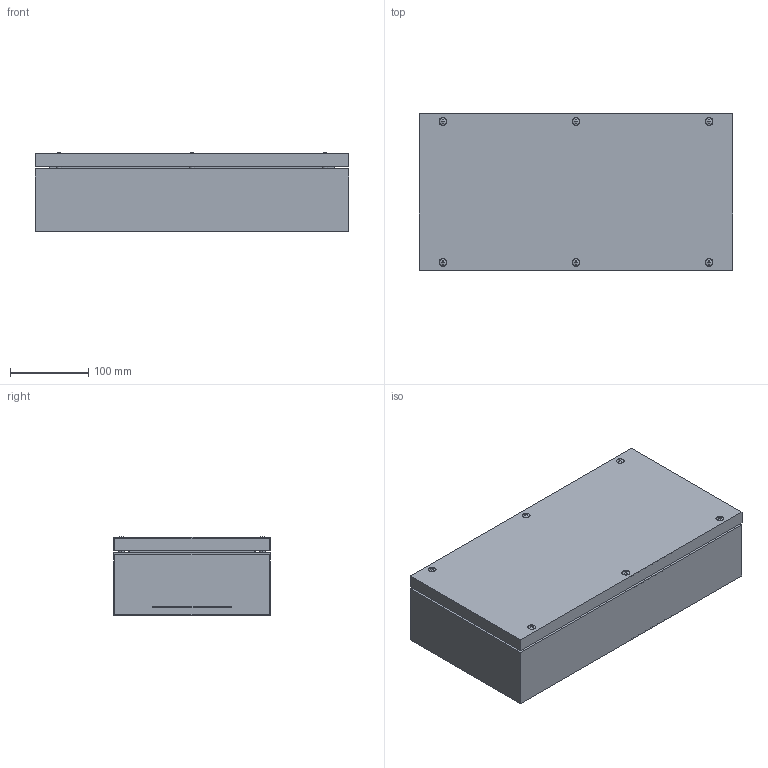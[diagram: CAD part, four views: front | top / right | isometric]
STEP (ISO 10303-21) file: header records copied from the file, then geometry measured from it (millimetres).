
FILE_DESCRIPTION (( 'STEP AP214' ), '1' );
FILE_NAME ('2410-4020-10-37.step', '2023-11-15T10:41:05', ( '' ), ( '' ), 'SwSTEP 2.0', 'SolidWorks 2019', '' );
FILE_SCHEMA (( 'AUTOMOTIVE_DESIGN' ));
Length unit declared in the file: millimetre
Products named in the file (4): Korpus_4020-10; Apparateschiene_2462-0502-03-91; Deckel_4020; 2410-4020-10-37
Assembly tree (3 placements, depth 2):
  2410-4020-10-37
    Korpus_4020-10
    Deckel_4020
    Apparateschiene_2462-0502-03-91
Bounding box: 400 x 200 x 101.03 mm (x, y, z)
Volume: 497148.8 mm3; surface area: 677063.5 mm2
Topology: 9 solids, 9 shells, 395 faces, 951 edges, 608 vertices
Faces by surface type: plane 224, cylinder 111, cone 60
Entity records: 14387 total; most frequent: CARTESIAN_POINT 2392, DIRECTION 1915, ORIENTED_EDGE 1878, EDGE_CURVE 939, AXIS2_PLACEMENT_3D 659, VERTEX_POINT 608, LINE 597, VECTOR 597
